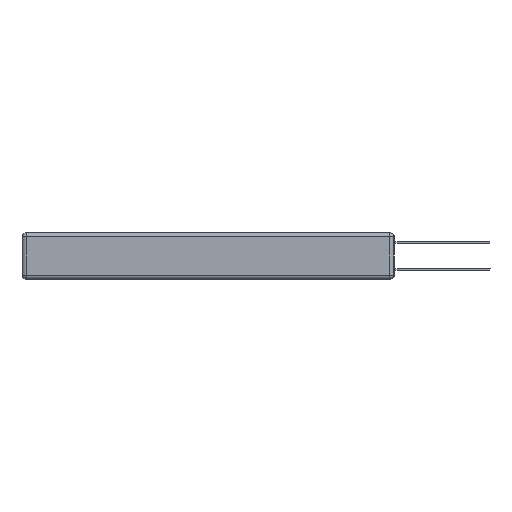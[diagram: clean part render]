
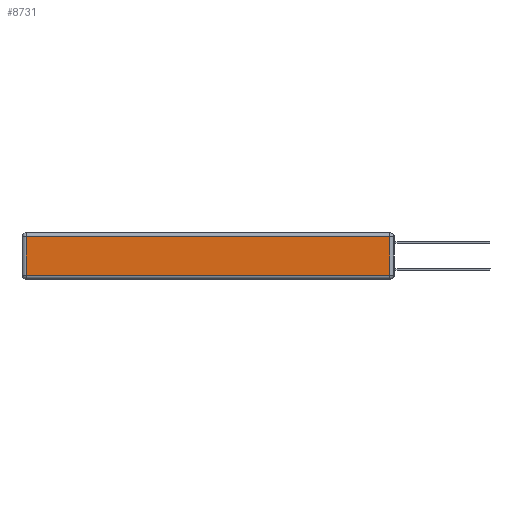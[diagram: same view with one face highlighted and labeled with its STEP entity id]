
A CAD part, left-side view. The second image highlights one B-rep face of the part: STEP entity #8731.
In plain terms, the highlighted planar face has unit normal (-1, 0, 0).
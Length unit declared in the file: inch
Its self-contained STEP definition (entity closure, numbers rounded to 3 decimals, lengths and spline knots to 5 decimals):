
#282 = CARTESIAN_POINT ( 'NONE',  ( 0., 0.03, -0.03 ) ) ;
#1138 = ORIENTED_EDGE ( 'NONE', *, *, #8591, .T. ) ;
#1180 = VECTOR ( 'NONE', #6670, 39.37008 ) ;
#1690 = LINE ( 'NONE', #9435, #12949 ) ;
#1882 = LINE ( 'NONE', #7970, #1180 ) ;
#2212 = VECTOR ( 'NONE', #11347, 39.37008 ) ;
#2240 = EDGE_CURVE ( 'NONE', #13114, #14453, #1690, .T. ) ;
#2539 = EDGE_CURVE ( 'NONE', #14453, #5563, #9177, .T. ) ;
#2696 = DIRECTION ( 'NONE',  ( 0., -1., 0. ) ) ;
#2728 = DIRECTION ( 'NONE',  ( -1., 0., 0. ) ) ;
#2985 = EDGE_CURVE ( 'NONE', #5849, #13114, #6131, .T. ) ;
#3509 = ORIENTED_EDGE ( 'NONE', *, *, #2240, .T. ) ;
#3860 = CARTESIAN_POINT ( 'NONE',  ( 0., 2.72, -0.313 ) ) ;
#5010 = EDGE_LOOP ( 'NONE', ( #3509, #11429, #1138, #11162 ) ) ;
#5563 = VERTEX_POINT ( 'NONE', #282 ) ;
#5849 = VERTEX_POINT ( 'NONE', #12552 ) ;
#6131 = LINE ( 'NONE', #10940, #8094 ) ;
#6670 = DIRECTION ( 'NONE',  ( 0., 1., 0. ) ) ;
#6931 = AXIS2_PLACEMENT_3D ( 'NONE', #12944, #2728, #9529 ) ;
#7970 = CARTESIAN_POINT ( 'NONE',  ( 0., 2.75, -0.03 ) ) ;
#8024 = CARTESIAN_POINT ( 'NONE',  ( 0., 0.03, -0.313 ) ) ;
#8094 = VECTOR ( 'NONE', #12029, 39.37008 ) ;
#8591 = EDGE_CURVE ( 'NONE', #5563, #5849, #1882, .T. ) ;
#8731 = ADVANCED_FACE ( 'NONE', ( #11904 ), #11896, .T. ) ;
#9177 = LINE ( 'NONE', #10139, #2212 ) ;
#9435 = CARTESIAN_POINT ( 'NONE',  ( 0., 0., -0.313 ) ) ;
#9529 = DIRECTION ( 'NONE',  ( 0., 0., 1. ) ) ;
#10139 = CARTESIAN_POINT ( 'NONE',  ( 0., 0.03, -0.343 ) ) ;
#10940 = CARTESIAN_POINT ( 'NONE',  ( 0., 2.72, -0.343 ) ) ;
#11162 = ORIENTED_EDGE ( 'NONE', *, *, #2985, .T. ) ;
#11347 = DIRECTION ( 'NONE',  ( 0., 0., 1. ) ) ;
#11429 = ORIENTED_EDGE ( 'NONE', *, *, #2539, .T. ) ;
#11896 = PLANE ( 'NONE',  #6931 ) ;
#11904 = FACE_OUTER_BOUND ( 'NONE', #5010, .T. ) ;
#12029 = DIRECTION ( 'NONE',  ( 0., 0., -1. ) ) ;
#12552 = CARTESIAN_POINT ( 'NONE',  ( 0., 2.72, -0.03 ) ) ;
#12944 = CARTESIAN_POINT ( 'NONE',  ( 0., 0., -0.343 ) ) ;
#12949 = VECTOR ( 'NONE', #2696, 39.37008 ) ;
#13114 = VERTEX_POINT ( 'NONE', #3860 ) ;
#14453 = VERTEX_POINT ( 'NONE', #8024 ) ;
